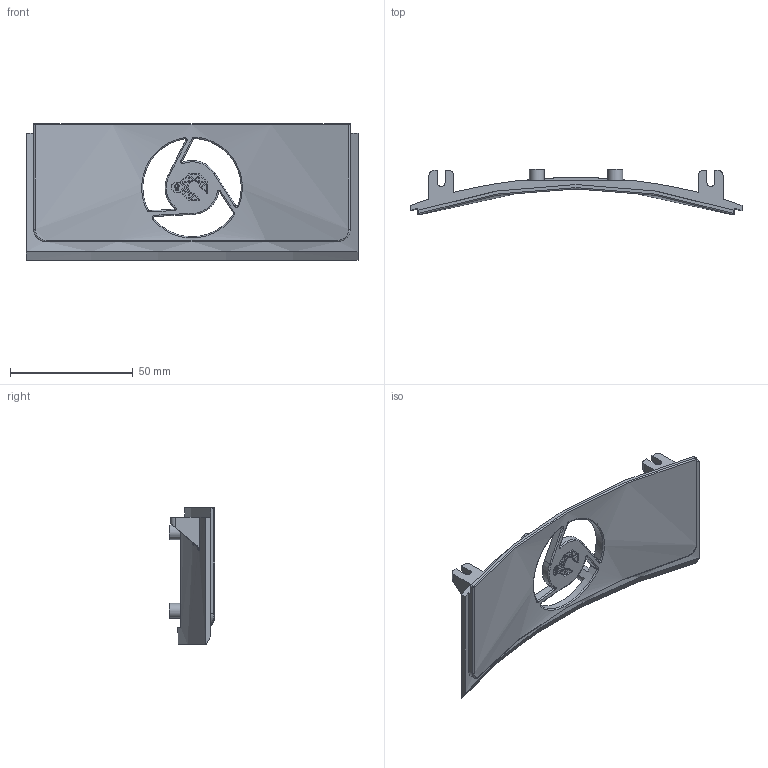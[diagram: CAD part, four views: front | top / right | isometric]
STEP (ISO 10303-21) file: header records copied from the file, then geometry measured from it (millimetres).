
FILE_DESCRIPTION(/* description */ (''),/* implementation_level */ '2;1');
FILE_NAME(/* name */ 'K8800-FANIN.stp',/* time_stamp */ '2017-11-30T09:34:01+01:00',/* author */ ('jange'),/* organization */ (''),/* preprocessor_version */ 'ST-DEVELOPER v17',/* originating_system */ 'Autodesk Inventor 2018',/* authorisation */ '');
FILE_SCHEMA (('AUTOMOTIVE_DESIGN { 1 0 10303 214 3 1 1 }'));
Length unit declared in the file: millimetre
Products named in the file (1): LCD INSERT
Bounding box: 135.5 x 18.6 x 55.9 mm (x, y, z)
Volume: 26931.2 mm3; surface area: 17543.8 mm2
Topology: 1 solids, 1 shells, 316 faces, 843 edges, 549 vertices
Faces by surface type: bspline 157, plane 99, cylinder 55, torus 2, sphere 2, cone 1
Full cylindrical faces by diameter (mm): 2.5 x4
Entity records: 17859 total; most frequent: CARTESIAN_POINT 10808, ORIENTED_EDGE 1686, DIRECTION 1078, EDGE_CURVE 843, VERTEX_POINT 549, AXIS2_PLACEMENT_3D 383, EDGE_LOOP 342, FACE_OUTER_BOUND 316
